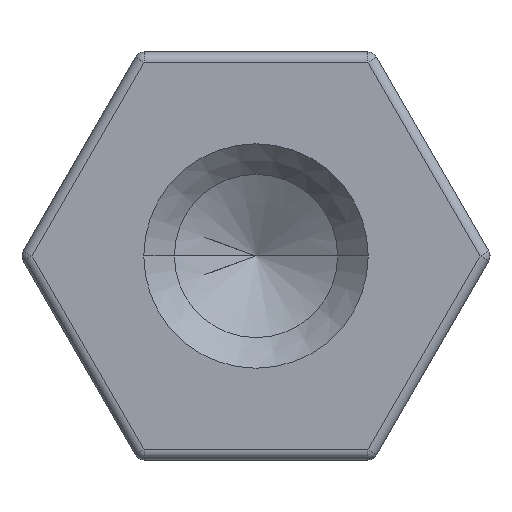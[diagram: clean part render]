
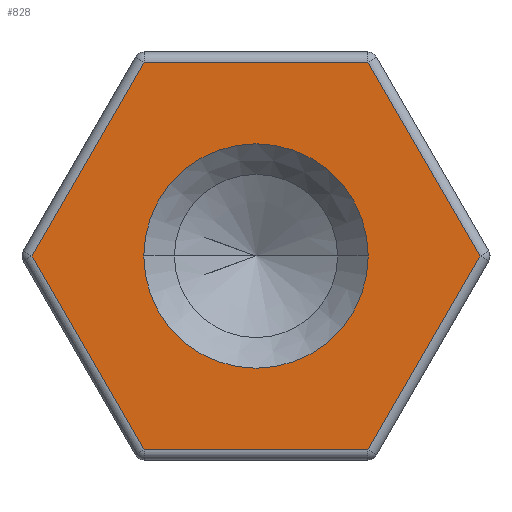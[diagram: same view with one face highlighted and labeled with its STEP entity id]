
A CAD part, left-side view. The second image highlights one B-rep face of the part: STEP entity #828.
In plain terms, the highlighted planar face has unit normal (-1, 0, 0).
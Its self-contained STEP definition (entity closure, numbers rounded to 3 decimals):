
#33 = FACE_OUTER_BOUND ( 'NONE', #795, .T. ) ;
#49 = LINE ( 'NONE', #1382, #847 ) ;
#65 = CARTESIAN_POINT ( 'NONE',  ( 0., 2.194, 0. ) ) ;
#119 = CARTESIAN_POINT ( 'NONE',  ( 0., 0., 1.9 ) ) ;
#149 = VERTEX_POINT ( 'NONE', #1222 ) ;
#169 = VERTEX_POINT ( 'NONE', #759 ) ;
#196 = EDGE_CURVE ( 'NONE', #1361, #580, #535, .T. ) ;
#220 = VECTOR ( 'NONE', #559, 1000. ) ;
#237 = VECTOR ( 'NONE', #709, 1000. ) ;
#249 = CARTESIAN_POINT ( 'NONE',  ( 0., 0., 0. ) ) ;
#306 = ORIENTED_EDGE ( 'NONE', *, *, #1108, .T. ) ;
#364 = CARTESIAN_POINT ( 'NONE',  ( 0., 0., -1.9 ) ) ;
#366 = DIRECTION ( 'NONE',  ( 0., 1., 0. ) ) ;
#370 = VECTOR ( 'NONE', #909, 1000. ) ;
#387 = EDGE_CURVE ( 'NONE', #1229, #798, #834, .T. ) ;
#440 = LINE ( 'NONE', #119, #370 ) ;
#492 = EDGE_LOOP ( 'NONE', ( #1085, #1148 ) ) ;
#502 = DIRECTION ( 'NONE',  ( 0., 1., 0. ) ) ;
#505 = DIRECTION ( 'NONE',  ( 0., 1., 0. ) ) ;
#534 = DIRECTION ( 'NONE',  ( 0., 0.5, 0.866 ) ) ;
#535 = LINE ( 'NONE', #562, #220 ) ;
#559 = DIRECTION ( 'NONE',  ( 0., 0.5, -0.866 ) ) ;
#562 = CARTESIAN_POINT ( 'NONE',  ( 0., 1.645, 0.95 ) ) ;
#580 = VERTEX_POINT ( 'NONE', #65 ) ;
#624 = VECTOR ( 'NONE', #859, 1000. ) ;
#652 = CIRCLE ( 'NONE', #1009, 1.1 ) ;
#673 = CARTESIAN_POINT ( 'NONE',  ( 0., -1.097, -1.9 ) ) ;
#700 = AXIS2_PLACEMENT_3D ( 'NONE', #249, #1018, #366 ) ;
#709 = DIRECTION ( 'NONE',  ( 0., -0.5, 0.866 ) ) ;
#717 = CARTESIAN_POINT ( 'NONE',  ( 0., -1.645, -0.95 ) ) ;
#719 = ORIENTED_EDGE ( 'NONE', *, *, #892, .T. ) ;
#734 = EDGE_CURVE ( 'NONE', #149, #169, #652, .T. ) ;
#759 = CARTESIAN_POINT ( 'NONE',  ( 0., 1.1, 0. ) ) ;
#770 = AXIS2_PLACEMENT_3D ( 'NONE', #915, #949, #502 ) ;
#773 = EDGE_CURVE ( 'NONE', #580, #1156, #899, .T. ) ;
#795 = EDGE_LOOP ( 'NONE', ( #306, #1405, #1326, #1006, #719, #1377 ) ) ;
#798 = VERTEX_POINT ( 'NONE', #845 ) ;
#805 = CARTESIAN_POINT ( 'NONE',  ( 0., -1.097, 1.9 ) ) ;
#828 = ADVANCED_FACE ( 'NONE', ( #33, #1396 ), #954, .F. ) ;
#834 = LINE ( 'NONE', #717, #237 ) ;
#845 = CARTESIAN_POINT ( 'NONE',  ( 0., -2.194, 0. ) ) ;
#847 = VECTOR ( 'NONE', #534, 1000. ) ;
#859 = DIRECTION ( 'NONE',  ( 0., -0.5, -0.866 ) ) ;
#865 = VECTOR ( 'NONE', #927, 1000. ) ;
#892 = EDGE_CURVE ( 'NONE', #1156, #1229, #1422, .T. ) ;
#899 = LINE ( 'NONE', #1159, #624 ) ;
#909 = DIRECTION ( 'NONE',  ( 0., 1., 0. ) ) ;
#915 = CARTESIAN_POINT ( 'NONE',  ( 0., 0., 0. ) ) ;
#927 = DIRECTION ( 'NONE',  ( 0., -1., 0. ) ) ;
#932 = CARTESIAN_POINT ( 'NONE',  ( 0., 0., 0. ) ) ;
#949 = DIRECTION ( 'NONE',  ( 1., 0., 0. ) ) ;
#954 = PLANE ( 'NONE',  #770 ) ;
#1006 = ORIENTED_EDGE ( 'NONE', *, *, #773, .T. ) ;
#1009 = AXIS2_PLACEMENT_3D ( 'NONE', #932, #1430, #505 ) ;
#1018 = DIRECTION ( 'NONE',  ( 1., 0., 0. ) ) ;
#1082 = CARTESIAN_POINT ( 'NONE',  ( 0., 1.097, -1.9 ) ) ;
#1085 = ORIENTED_EDGE ( 'NONE', *, *, #1370, .T. ) ;
#1108 = EDGE_CURVE ( 'NONE', #798, #1412, #49, .T. ) ;
#1121 = CARTESIAN_POINT ( 'NONE',  ( 0., 1.097, 1.9 ) ) ;
#1148 = ORIENTED_EDGE ( 'NONE', *, *, #734, .T. ) ;
#1156 = VERTEX_POINT ( 'NONE', #1082 ) ;
#1159 = CARTESIAN_POINT ( 'NONE',  ( 0., 1.645, -0.95 ) ) ;
#1222 = CARTESIAN_POINT ( 'NONE',  ( 0., -1.1, 0. ) ) ;
#1224 = CIRCLE ( 'NONE', #700, 1.1 ) ;
#1229 = VERTEX_POINT ( 'NONE', #673 ) ;
#1326 = ORIENTED_EDGE ( 'NONE', *, *, #196, .T. ) ;
#1361 = VERTEX_POINT ( 'NONE', #1121 ) ;
#1370 = EDGE_CURVE ( 'NONE', #169, #149, #1224, .T. ) ;
#1377 = ORIENTED_EDGE ( 'NONE', *, *, #387, .T. ) ;
#1382 = CARTESIAN_POINT ( 'NONE',  ( 0., -1.645, 0.95 ) ) ;
#1384 = EDGE_CURVE ( 'NONE', #1412, #1361, #440, .T. ) ;
#1396 = FACE_BOUND ( 'NONE', #492, .T. ) ;
#1405 = ORIENTED_EDGE ( 'NONE', *, *, #1384, .T. ) ;
#1412 = VERTEX_POINT ( 'NONE', #805 ) ;
#1422 = LINE ( 'NONE', #364, #865 ) ;
#1430 = DIRECTION ( 'NONE',  ( 1., 0., 0. ) ) ;
